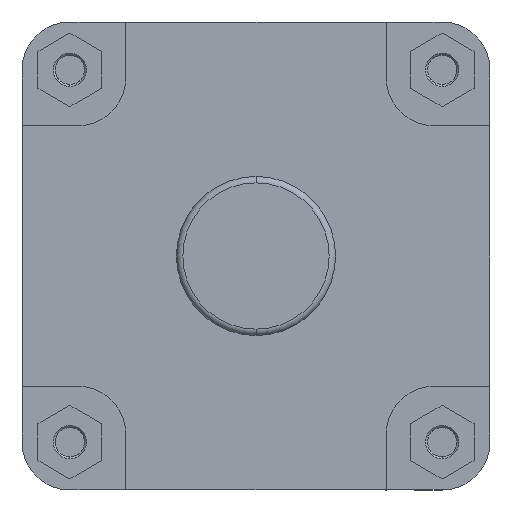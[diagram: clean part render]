
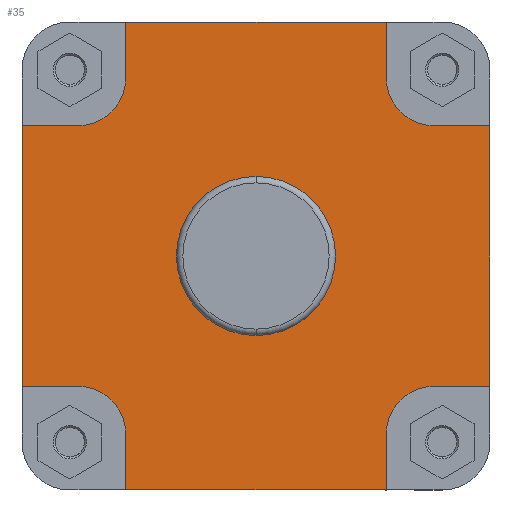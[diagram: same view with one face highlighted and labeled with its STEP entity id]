
A CAD part, left-side view. The second image highlights one B-rep face of the part: STEP entity #35.
In plain terms, the highlighted planar face has unit normal (-1, 0, 0).
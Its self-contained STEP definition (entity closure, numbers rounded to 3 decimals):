
#35 = ADVANCED_FACE ( 'NONE', ( #4824, #4821 ), #4346, .F. ) ;
#1267 = CARTESIAN_POINT ( 'NONE',  ( 65., 83.75, 61.25 ) ) ;
#1268 = CARTESIAN_POINT ( 'NONE',  ( 65., 61.25, -83.75 ) ) ;
#1269 = CARTESIAN_POINT ( 'NONE',  ( 65., 83.75, -61.25 ) ) ;
#1270 = CARTESIAN_POINT ( 'NONE',  ( 65., 110., 61.25 ) ) ;
#1271 = CARTESIAN_POINT ( 'NONE',  ( 65., 110., -61.25 ) ) ;
#1277 = CARTESIAN_POINT ( 'NONE',  ( 65., 61.25, 83.75 ) ) ;
#1287 = CARTESIAN_POINT ( 'NONE',  ( 65., 0., -37.4 ) ) ;
#1290 = CARTESIAN_POINT ( 'NONE',  ( 65., 0., 37.4 ) ) ;
#1364 = CARTESIAN_POINT ( 'NONE',  ( 65., 61.25, 110. ) ) ;
#1391 = CARTESIAN_POINT ( 'NONE',  ( 65., 61.25, -110. ) ) ;
#1392 = CARTESIAN_POINT ( 'NONE',  ( 65., -61.25, -110. ) ) ;
#1393 = CARTESIAN_POINT ( 'NONE',  ( 65., -61.25, -83.75 ) ) ;
#1394 = CARTESIAN_POINT ( 'NONE',  ( 65., -83.75, -61.25 ) ) ;
#1395 = CARTESIAN_POINT ( 'NONE',  ( 65., -110., -61.25 ) ) ;
#1396 = CARTESIAN_POINT ( 'NONE',  ( 65., -110., 61.25 ) ) ;
#1397 = CARTESIAN_POINT ( 'NONE',  ( 65., -83.75, 61.25 ) ) ;
#1398 = CARTESIAN_POINT ( 'NONE',  ( 65., -61.25, 83.75 ) ) ;
#1399 = CARTESIAN_POINT ( 'NONE',  ( 65., -61.25, 110. ) ) ;
#1677 = CARTESIAN_POINT ( 'NONE',  ( 65., -242.141, 110. ) ) ;
#1681 = DIRECTION ( 'NONE',  ( 0., -1., 0. ) ) ;
#1696 = CARTESIAN_POINT ( 'NONE',  ( 65., 110., 0. ) ) ;
#1699 = DIRECTION ( 'NONE',  ( 0., 0., 1. ) ) ;
#1717 = CARTESIAN_POINT ( 'NONE',  ( 65., -61.25, 110. ) ) ;
#1720 = DIRECTION ( 'NONE',  ( 0., 0., -1. ) ) ;
#1759 = CARTESIAN_POINT ( 'NONE',  ( 65., 83.75, 83.75 ) ) ;
#1760 = DIRECTION ( 'NONE',  ( -1., 0., 0. ) ) ;
#1761 = DIRECTION ( 'NONE',  ( 0., 0., -1. ) ) ;
#1783 = CARTESIAN_POINT ( 'NONE',  ( 65., 83.75, -61.25 ) ) ;
#1784 = DIRECTION ( 'NONE',  ( 0., 1., 0. ) ) ;
#1842 = CARTESIAN_POINT ( 'NONE',  ( 65., 83.75, -83.75 ) ) ;
#1843 = CARTESIAN_POINT ( 'NONE',  ( 65., 61.25, -110. ) ) ;
#1844 = DIRECTION ( 'NONE',  ( 0., 0., 1. ) ) ;
#1845 = CARTESIAN_POINT ( 'NONE',  ( 65., -83.75, 83.75 ) ) ;
#1846 = DIRECTION ( 'NONE',  ( -1., 0., 0. ) ) ;
#1847 = DIRECTION ( 'NONE',  ( 0., 0., -1. ) ) ;
#1849 = DIRECTION ( 'NONE',  ( -1., 0., 0. ) ) ;
#1850 = DIRECTION ( 'NONE',  ( 0., 0., -1. ) ) ;
#1888 = CARTESIAN_POINT ( 'NONE',  ( 65., -83.75, 61.25 ) ) ;
#1889 = DIRECTION ( 'NONE',  ( 0., -1., 0. ) ) ;
#2021 = CARTESIAN_POINT ( 'NONE',  ( 65., 110., 61.25 ) ) ;
#2032 = DIRECTION ( 'NONE',  ( 0., -1., 0. ) ) ;
#2059 = CARTESIAN_POINT ( 'NONE',  ( 65., 61.25, 83.75 ) ) ;
#2072 = DIRECTION ( 'NONE',  ( 0., 0., 1. ) ) ;
#2087 = CARTESIAN_POINT ( 'NONE',  ( 65., 0., 0. ) ) ;
#2090 = DIRECTION ( 'NONE',  ( -1., 0., 0. ) ) ;
#2091 = DIRECTION ( 'NONE',  ( 0., 0., 1. ) ) ;
#2096 = CARTESIAN_POINT ( 'NONE',  ( 65., -83.75, -83.75 ) ) ;
#2102 = DIRECTION ( 'NONE',  ( -1., 0., 0. ) ) ;
#2103 = DIRECTION ( 'NONE',  ( 0., 0., -1. ) ) ;
#2104 = CARTESIAN_POINT ( 'NONE',  ( 65., -242.141, -110. ) ) ;
#2105 = DIRECTION ( 'NONE',  ( 0., -1., 0. ) ) ;
#2155 = CARTESIAN_POINT ( 'NONE',  ( 65., -110., 0. ) ) ;
#2159 = DIRECTION ( 'NONE',  ( 0., 0., 1. ) ) ;
#2175 = CARTESIAN_POINT ( 'NONE',  ( 65., -110., -61.25 ) ) ;
#2176 = DIRECTION ( 'NONE',  ( 0., 1., 0. ) ) ;
#2255 = CARTESIAN_POINT ( 'NONE',  ( 65., -61.25, -83.75 ) ) ;
#2256 = DIRECTION ( 'NONE',  ( 0., 0., -1. ) ) ;
#2569 = CARTESIAN_POINT ( 'NONE',  ( 65., 0., 0. ) ) ;
#2572 = DIRECTION ( 'NONE',  ( -1., 0., 0. ) ) ;
#2573 = DIRECTION ( 'NONE',  ( 0., 0., 1. ) ) ;
#2793 = LINE ( 'NONE', #2021, #2796 ) ;
#2796 = VECTOR ( 'NONE', #2032, 1000. ) ;
#2819 = LINE ( 'NONE', #2059, #2823 ) ;
#2823 = VECTOR ( 'NONE', #2072, 1000. ) ;
#2837 = LINE ( 'NONE', #2104, #2843 ) ;
#2838 = CIRCLE ( 'NONE', #6168, 37.4 ) ;
#2843 = VECTOR ( 'NONE', #2105, 1000. ) ;
#2846 = CIRCLE ( 'NONE', #6175, 22.5 ) ;
#2882 = LINE ( 'NONE', #2155, #2887 ) ;
#2887 = VECTOR ( 'NONE', #2159, 1000. ) ;
#2888 = LINE ( 'NONE', #2175, #2893 ) ;
#2893 = VECTOR ( 'NONE', #2176, 1000. ) ;
#2951 = LINE ( 'NONE', #2255, #2952 ) ;
#2952 = VECTOR ( 'NONE', #2256, 1000. ) ;
#3168 = CIRCLE ( 'NONE', #6242, 37.4 ) ;
#3633 = VERTEX_POINT ( 'NONE', #1267 ) ;
#3634 = VERTEX_POINT ( 'NONE', #1268 ) ;
#3635 = VERTEX_POINT ( 'NONE', #1269 ) ;
#3636 = VERTEX_POINT ( 'NONE', #1270 ) ;
#3637 = VERTEX_POINT ( 'NONE', #1271 ) ;
#3643 = VERTEX_POINT ( 'NONE', #1277 ) ;
#3654 = VERTEX_POINT ( 'NONE', #1287 ) ;
#3657 = VERTEX_POINT ( 'NONE', #1290 ) ;
#3737 = VERTEX_POINT ( 'NONE', #1364 ) ;
#3764 = VERTEX_POINT ( 'NONE', #1391 ) ;
#3765 = VERTEX_POINT ( 'NONE', #1392 ) ;
#3766 = VERTEX_POINT ( 'NONE', #1393 ) ;
#3767 = VERTEX_POINT ( 'NONE', #1394 ) ;
#3768 = VERTEX_POINT ( 'NONE', #1395 ) ;
#3769 = VERTEX_POINT ( 'NONE', #1396 ) ;
#3770 = VERTEX_POINT ( 'NONE', #1397 ) ;
#3771 = VERTEX_POINT ( 'NONE', #1398 ) ;
#3772 = VERTEX_POINT ( 'NONE', #1399 ) ;
#3896 = EDGE_LOOP ( 'NONE', ( #4132, #4097 ) ) ;
#4079 = ORIENTED_EDGE ( 'NONE', *, *, #4632, .F. ) ;
#4081 = ORIENTED_EDGE ( 'NONE', *, *, #4645, .F. ) ;
#4084 = ORIENTED_EDGE ( 'NONE', *, *, #4710, .F. ) ;
#4086 = ORIENTED_EDGE ( 'NONE', *, *, #4464, .F. ) ;
#4096 = ORIENTED_EDGE ( 'NONE', *, *, #4646, .T. ) ;
#4097 = ORIENTED_EDGE ( 'NONE', *, *, #4641, .F. ) ;
#4103 = ORIENTED_EDGE ( 'NONE', *, *, #4472, .F. ) ;
#4105 = ORIENTED_EDGE ( 'NONE', *, *, #4481, .F. ) ;
#4106 = ORIENTED_EDGE ( 'NONE', *, *, #4616, .F. ) ;
#4107 = ORIENTED_EDGE ( 'NONE', *, *, #4535, .F. ) ;
#4108 = ORIENTED_EDGE ( 'NONE', *, *, #4537, .F. ) ;
#4109 = ORIENTED_EDGE ( 'NONE', *, *, #4509, .F. ) ;
#4123 = ORIENTED_EDGE ( 'NONE', *, *, #4536, .F. ) ;
#4124 = ORIENTED_EDGE ( 'NONE', *, *, #4553, .F. ) ;
#4127 = ORIENTED_EDGE ( 'NONE', *, *, #4677, .F. ) ;
#4128 = ORIENTED_EDGE ( 'NONE', *, *, #4670, .T. ) ;
#4129 = ORIENTED_EDGE ( 'NONE', *, *, #4499, .F. ) ;
#4132 = ORIENTED_EDGE ( 'NONE', *, *, #6303, .F. ) ;
#4319 = CARTESIAN_POINT ( 'NONE',  ( 65., 37.4, 0. ) ) ;
#4346 = PLANE ( 'NONE',  #5843 ) ;
#4347 = DIRECTION ( 'NONE',  ( 1., 0., 0. ) ) ;
#4348 = DIRECTION ( 'NONE',  ( 0., 0., -1. ) ) ;
#4464 = EDGE_CURVE ( 'NONE', #3737, #3772, #5430, .T. ) ;
#4472 = EDGE_CURVE ( 'NONE', #3637, #3636, #5433, .T. ) ;
#4481 = EDGE_CURVE ( 'NONE', #3772, #3771, #5460, .T. ) ;
#4499 = EDGE_CURVE ( 'NONE', #3633, #3643, #5501, .T. ) ;
#4509 = EDGE_CURVE ( 'NONE', #3635, #3637, #5508, .T. ) ;
#4535 = EDGE_CURVE ( 'NONE', #3764, #3634, #5557, .T. ) ;
#4536 = EDGE_CURVE ( 'NONE', #3771, #3770, #5562, .T. ) ;
#4537 = EDGE_CURVE ( 'NONE', #3634, #3635, #5563, .T. ) ;
#4553 = EDGE_CURVE ( 'NONE', #3770, #3769, #5584, .T. ) ;
#4616 = EDGE_CURVE ( 'NONE', #3636, #3633, #2793, .T. ) ;
#4632 = EDGE_CURVE ( 'NONE', #3643, #3737, #2819, .T. ) ;
#4641 = EDGE_CURVE ( 'NONE', #3654, #3657, #2838, .T. ) ;
#4645 = EDGE_CURVE ( 'NONE', #3767, #3766, #2846, .T. ) ;
#4646 = EDGE_CURVE ( 'NONE', #3764, #3765, #2837, .T. ) ;
#4670 = EDGE_CURVE ( 'NONE', #3768, #3769, #2882, .T. ) ;
#4677 = EDGE_CURVE ( 'NONE', #3768, #3767, #2888, .T. ) ;
#4710 = EDGE_CURVE ( 'NONE', #3766, #3765, #2951, .T. ) ;
#4741 = EDGE_LOOP ( 'NONE', ( #4096, #4084, #4081, #4127, #4128, #4124, #4123, #4105, #4086, #4079, #4129, #4106, #4103, #4109, #4108, #4107 ) ) ;
#4821 = FACE_OUTER_BOUND ( 'NONE', #4741, .T. ) ;
#4824 = FACE_BOUND ( 'NONE', #3896, .T. ) ;
#5430 = LINE ( 'NONE', #1677, #5436 ) ;
#5433 = LINE ( 'NONE', #1696, #5452 ) ;
#5436 = VECTOR ( 'NONE', #1681, 1000. ) ;
#5452 = VECTOR ( 'NONE', #1699, 1000. ) ;
#5460 = LINE ( 'NONE', #1717, #5467 ) ;
#5467 = VECTOR ( 'NONE', #1720, 1000. ) ;
#5501 = CIRCLE ( 'NONE', #6125, 22.5 ) ;
#5508 = LINE ( 'NONE', #1783, #5511 ) ;
#5511 = VECTOR ( 'NONE', #1784, 1000. ) ;
#5557 = LINE ( 'NONE', #1843, #5558 ) ;
#5558 = VECTOR ( 'NONE', #1844, 1000. ) ;
#5562 = CIRCLE ( 'NONE', #6137, 22.5 ) ;
#5563 = CIRCLE ( 'NONE', #6136, 22.5 ) ;
#5584 = LINE ( 'NONE', #1888, #5585 ) ;
#5585 = VECTOR ( 'NONE', #1889, 1000. ) ;
#5843 = AXIS2_PLACEMENT_3D ( 'NONE', #4319, #4347, #4348 ) ;
#6125 = AXIS2_PLACEMENT_3D ( 'NONE', #1759, #1760, #1761 ) ;
#6136 = AXIS2_PLACEMENT_3D ( 'NONE', #1842, #1849, #1850 ) ;
#6137 = AXIS2_PLACEMENT_3D ( 'NONE', #1845, #1846, #1847 ) ;
#6168 = AXIS2_PLACEMENT_3D ( 'NONE', #2087, #2090, #2091 ) ;
#6175 = AXIS2_PLACEMENT_3D ( 'NONE', #2096, #2102, #2103 ) ;
#6242 = AXIS2_PLACEMENT_3D ( 'NONE', #2569, #2572, #2573 ) ;
#6303 = EDGE_CURVE ( 'NONE', #3657, #3654, #3168, .T. ) ;
